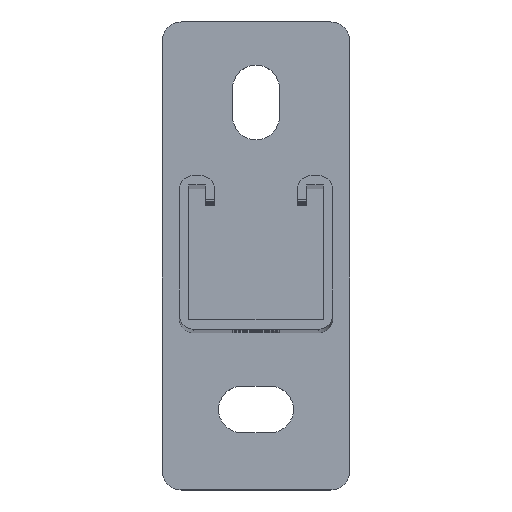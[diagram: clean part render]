
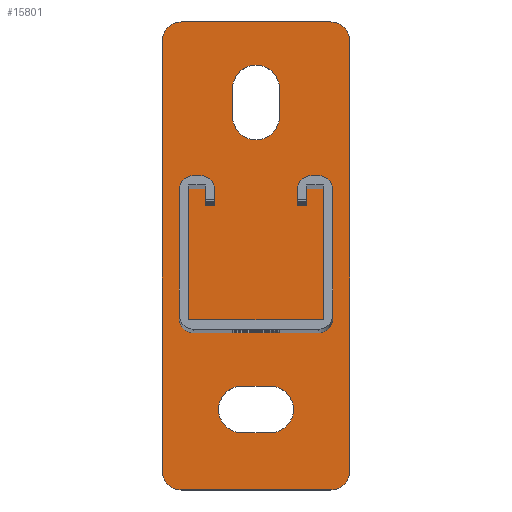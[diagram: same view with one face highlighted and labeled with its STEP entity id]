
A CAD part, top view. The second image highlights one B-rep face of the part: STEP entity #15801.
In plain terms, the highlighted planar face has unit normal (0, 0, 1).
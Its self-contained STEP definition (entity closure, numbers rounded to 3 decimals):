
#291 = VERTEX_POINT ( 'NONE', #7311 ) ;
#335 = CARTESIAN_POINT ( 'NONE',  ( 20., -62.5, 0. ) ) ;
#781 = LINE ( 'NONE', #27750, #1206 ) ;
#1086 = DIRECTION ( 'NONE',  ( 0., 0., 1. ) ) ;
#1118 = CIRCLE ( 'NONE', #32794, 6.25 ) ;
#1206 = VECTOR ( 'NONE', #21925, 1000. ) ;
#1209 = EDGE_CURVE ( 'NONE', #12726, #20356, #2821, .T. ) ;
#1768 = VECTOR ( 'NONE', #20828, 1000. ) ;
#2264 = EDGE_CURVE ( 'NONE', #6543, #34366, #29154, .T. ) ;
#2764 = DIRECTION ( 'NONE',  ( 0., -1., 0. ) ) ;
#2821 = LINE ( 'NONE', #23848, #30942 ) ;
#2885 = CARTESIAN_POINT ( 'NONE',  ( 6.25, 44.75, 0. ) ) ;
#2889 = EDGE_CURVE ( 'NONE', #21943, #15431, #32103, .T. ) ;
#2952 = CARTESIAN_POINT ( 'NONE',  ( 25., 62.5, 0. ) ) ;
#2977 = EDGE_CURVE ( 'NONE', #25497, #21943, #6521, .T. ) ;
#2987 = EDGE_CURVE ( 'NONE', #14877, #21672, #27388, .T. ) ;
#3004 = DIRECTION ( 'NONE',  ( 1., 0., 0. ) ) ;
#3038 = EDGE_CURVE ( 'NONE', #9625, #14877, #10774, .T. ) ;
#3255 = AXIS2_PLACEMENT_3D ( 'NONE', #24968, #11513, #16842 ) ;
#3665 = VERTEX_POINT ( 'NONE', #335 ) ;
#3892 = ORIENTED_EDGE ( 'NONE', *, *, #13455, .T. ) ;
#4144 = AXIS2_PLACEMENT_3D ( 'NONE', #23322, #31304, #25925 ) ;
#5582 = DIRECTION ( 'NONE',  ( -1., 0., 0. ) ) ;
#5808 = CARTESIAN_POINT ( 'NONE',  ( 0., 44.75, 0. ) ) ;
#6078 = ORIENTED_EDGE ( 'NONE', *, *, #29093, .F. ) ;
#6484 = CARTESIAN_POINT ( 'NONE',  ( 25., 57.5, 0. ) ) ;
#6521 = LINE ( 'NONE', #34993, #20565 ) ;
#6543 = VERTEX_POINT ( 'NONE', #16116 ) ;
#6851 = VERTEX_POINT ( 'NONE', #22808 ) ;
#7103 = LINE ( 'NONE', #10426, #26724 ) ;
#7311 = CARTESIAN_POINT ( 'NONE',  ( 25., -57.5, 0. ) ) ;
#7553 = CARTESIAN_POINT ( 'NONE',  ( -20., -57.5, 0. ) ) ;
#7987 = CARTESIAN_POINT ( 'NONE',  ( -25., 62.5, 0. ) ) ;
#8305 = ORIENTED_EDGE ( 'NONE', *, *, #31505, .F. ) ;
#8430 = ORIENTED_EDGE ( 'NONE', *, *, #31154, .F. ) ;
#8490 = EDGE_CURVE ( 'NONE', #6851, #31466, #28792, .T. ) ;
#8494 = FACE_BOUND ( 'NONE', #24912, .T. ) ;
#8662 = ORIENTED_EDGE ( 'NONE', *, *, #8490, .F. ) ;
#9323 = ORIENTED_EDGE ( 'NONE', *, *, #28567, .F. ) ;
#9404 = CARTESIAN_POINT ( 'NONE',  ( 3.75, -41., 0. ) ) ;
#9490 = VERTEX_POINT ( 'NONE', #19004 ) ;
#9572 = AXIS2_PLACEMENT_3D ( 'NONE', #11345, #19661, #19430 ) ;
#9625 = VERTEX_POINT ( 'NONE', #14229 ) ;
#10307 = DIRECTION ( 'NONE',  ( 1., 0., 0. ) ) ;
#10426 = CARTESIAN_POINT ( 'NONE',  ( -25., -62.5, 0. ) ) ;
#10562 = CARTESIAN_POINT ( 'NONE',  ( 3.75, -47.25, 0. ) ) ;
#10710 = LINE ( 'NONE', #12951, #1768 ) ;
#10774 = LINE ( 'NONE', #14136, #20980 ) ;
#11095 = CARTESIAN_POINT ( 'NONE',  ( 0., 37.25, 0. ) ) ;
#11345 = CARTESIAN_POINT ( 'NONE',  ( 20., -57.5, 0. ) ) ;
#11370 = VERTEX_POINT ( 'NONE', #35304 ) ;
#11513 = DIRECTION ( 'NONE',  ( 0., 0., 1. ) ) ;
#12726 = VERTEX_POINT ( 'NONE', #22293 ) ;
#12927 = ORIENTED_EDGE ( 'NONE', *, *, #2977, .T. ) ;
#12951 = CARTESIAN_POINT ( 'NONE',  ( -3.75, -34.75, 0. ) ) ;
#13324 = ORIENTED_EDGE ( 'NONE', *, *, #21071, .T. ) ;
#13404 = DIRECTION ( 'NONE',  ( 0., 0., 1. ) ) ;
#13455 = EDGE_CURVE ( 'NONE', #16293, #25497, #23574, .T. ) ;
#13814 = AXIS2_PLACEMENT_3D ( 'NONE', #5808, #16854, #32850 ) ;
#14009 = DIRECTION ( 'NONE',  ( 0., 0., 1. ) ) ;
#14136 = CARTESIAN_POINT ( 'NONE',  ( 6.25, 44.75, 0. ) ) ;
#14229 = CARTESIAN_POINT ( 'NONE',  ( 6.25, 37.25, 0. ) ) ;
#14508 = DIRECTION ( 'NONE',  ( 1., 0., 0. ) ) ;
#14877 = VERTEX_POINT ( 'NONE', #2885 ) ;
#15313 = EDGE_LOOP ( 'NONE', ( #33423, #22364, #35119, #23028, #13324, #3892, #12927, #23872 ) ) ;
#15406 = CARTESIAN_POINT ( 'NONE',  ( -20., -62.5, 0. ) ) ;
#15431 = VERTEX_POINT ( 'NONE', #22372 ) ;
#15670 = CARTESIAN_POINT ( 'NONE',  ( 3.75, -34.75, 0. ) ) ;
#15801 = ADVANCED_FACE ( 'NONE', ( #8494, #22121, #16566 ), #15887, .T. ) ;
#15887 = PLANE ( 'NONE',  #31389 ) ;
#16038 = CARTESIAN_POINT ( 'NONE',  ( -20., 57.5, 0. ) ) ;
#16116 = CARTESIAN_POINT ( 'NONE',  ( -25., -57.5, 0. ) ) ;
#16293 = VERTEX_POINT ( 'NONE', #6484 ) ;
#16503 = DIRECTION ( 'NONE',  ( 0., 1., 0. ) ) ;
#16566 = FACE_OUTER_BOUND ( 'NONE', #15313, .T. ) ;
#16611 = EDGE_CURVE ( 'NONE', #21672, #9490, #781, .T. ) ;
#16842 = DIRECTION ( 'NONE',  ( 1., 0., 0. ) ) ;
#16854 = DIRECTION ( 'NONE',  ( 0., 0., 1. ) ) ;
#18486 = ORIENTED_EDGE ( 'NONE', *, *, #3038, .F. ) ;
#19004 = CARTESIAN_POINT ( 'NONE',  ( -6.25, 37.25, 0. ) ) ;
#19430 = DIRECTION ( 'NONE',  ( 1., 0., 0. ) ) ;
#19661 = DIRECTION ( 'NONE',  ( 0., 0., 1. ) ) ;
#19713 = CARTESIAN_POINT ( 'NONE',  ( -3.75, -41., 0. ) ) ;
#20012 = AXIS2_PLACEMENT_3D ( 'NONE', #11095, #30148, #3004 ) ;
#20093 = LINE ( 'NONE', #7987, #24380 ) ;
#20356 = VERTEX_POINT ( 'NONE', #10562 ) ;
#20498 = EDGE_LOOP ( 'NONE', ( #33658, #18486, #8430, #21671 ) ) ;
#20565 = VECTOR ( 'NONE', #5582, 1000. ) ;
#20645 = AXIS2_PLACEMENT_3D ( 'NONE', #16038, #27244, #27130 ) ;
#20700 = VECTOR ( 'NONE', #21036, 1000. ) ;
#20828 = DIRECTION ( 'NONE',  ( -1., 0., 0. ) ) ;
#20980 = VECTOR ( 'NONE', #16503, 1000. ) ;
#21036 = DIRECTION ( 'NONE',  ( 0., 1., 0. ) ) ;
#21056 = EDGE_CURVE ( 'NONE', #3665, #291, #21958, .T. ) ;
#21071 = EDGE_CURVE ( 'NONE', #291, #16293, #27934, .T. ) ;
#21431 = DIRECTION ( 'NONE',  ( 1., 0., 0. ) ) ;
#21671 = ORIENTED_EDGE ( 'NONE', *, *, #16611, .F. ) ;
#21672 = VERTEX_POINT ( 'NONE', #24689 ) ;
#21925 = DIRECTION ( 'NONE',  ( 0., -1., 0. ) ) ;
#21943 = VERTEX_POINT ( 'NONE', #33946 ) ;
#21958 = CIRCLE ( 'NONE', #9572, 5. ) ;
#22121 = FACE_BOUND ( 'NONE', #20498, .T. ) ;
#22293 = CARTESIAN_POINT ( 'NONE',  ( -3.75, -47.25, 0. ) ) ;
#22364 = ORIENTED_EDGE ( 'NONE', *, *, #2264, .T. ) ;
#22372 = CARTESIAN_POINT ( 'NONE',  ( -25., 57.5, 0. ) ) ;
#22808 = CARTESIAN_POINT ( 'NONE',  ( 10., -41., 0. ) ) ;
#22873 = ORIENTED_EDGE ( 'NONE', *, *, #1209, .F. ) ;
#23028 = ORIENTED_EDGE ( 'NONE', *, *, #21056, .T. ) ;
#23322 = CARTESIAN_POINT ( 'NONE',  ( 20., 57.5, 0. ) ) ;
#23535 = CIRCLE ( 'NONE', #20012, 6.25 ) ;
#23574 = CIRCLE ( 'NONE', #4144, 5. ) ;
#23848 = CARTESIAN_POINT ( 'NONE',  ( -3.75, -47.25, 0. ) ) ;
#23872 = ORIENTED_EDGE ( 'NONE', *, *, #2889, .T. ) ;
#24380 = VECTOR ( 'NONE', #2764, 1000. ) ;
#24689 = CARTESIAN_POINT ( 'NONE',  ( -6.25, 44.75, 0. ) ) ;
#24912 = EDGE_LOOP ( 'NONE', ( #6078, #8305, #8662, #9323, #22873 ) ) ;
#24968 = CARTESIAN_POINT ( 'NONE',  ( 3.75, -41., 0. ) ) ;
#25071 = DIRECTION ( 'NONE',  ( 1., 0., 0. ) ) ;
#25497 = VERTEX_POINT ( 'NONE', #25787 ) ;
#25578 = EDGE_CURVE ( 'NONE', #34366, #3665, #7103, .T. ) ;
#25787 = CARTESIAN_POINT ( 'NONE',  ( 20., 62.5, 0. ) ) ;
#25925 = DIRECTION ( 'NONE',  ( 1., 0., 0. ) ) ;
#26612 = DIRECTION ( 'NONE',  ( 0., 0., 1. ) ) ;
#26724 = VECTOR ( 'NONE', #34597, 1000. ) ;
#27130 = DIRECTION ( 'NONE',  ( 1., 0., 0. ) ) ;
#27244 = DIRECTION ( 'NONE',  ( 0., 0., 1. ) ) ;
#27388 = CIRCLE ( 'NONE', #13814, 6.25 ) ;
#27750 = CARTESIAN_POINT ( 'NONE',  ( -6.25, 44.75, 0. ) ) ;
#27934 = LINE ( 'NONE', #2952, #20700 ) ;
#28320 = CIRCLE ( 'NONE', #29819, 6.25 ) ;
#28567 = EDGE_CURVE ( 'NONE', #20356, #6851, #1118, .T. ) ;
#28792 = CIRCLE ( 'NONE', #3255, 6.25 ) ;
#29093 = EDGE_CURVE ( 'NONE', #11370, #12726, #28320, .T. ) ;
#29154 = CIRCLE ( 'NONE', #34577, 5. ) ;
#29819 = AXIS2_PLACEMENT_3D ( 'NONE', #19713, #14009, #25071 ) ;
#30148 = DIRECTION ( 'NONE',  ( 0., 0., 1. ) ) ;
#30942 = VECTOR ( 'NONE', #21431, 1000. ) ;
#31087 = EDGE_CURVE ( 'NONE', #15431, #6543, #20093, .T. ) ;
#31154 = EDGE_CURVE ( 'NONE', #9490, #9625, #23535, .T. ) ;
#31304 = DIRECTION ( 'NONE',  ( 0., 0., 1. ) ) ;
#31389 = AXIS2_PLACEMENT_3D ( 'NONE', #35199, #13404, #34858 ) ;
#31466 = VERTEX_POINT ( 'NONE', #15670 ) ;
#31505 = EDGE_CURVE ( 'NONE', #31466, #11370, #10710, .T. ) ;
#32103 = CIRCLE ( 'NONE', #20645, 5. ) ;
#32794 = AXIS2_PLACEMENT_3D ( 'NONE', #9404, #1086, #14508 ) ;
#32850 = DIRECTION ( 'NONE',  ( 1., 0., 0. ) ) ;
#33423 = ORIENTED_EDGE ( 'NONE', *, *, #31087, .T. ) ;
#33658 = ORIENTED_EDGE ( 'NONE', *, *, #2987, .F. ) ;
#33946 = CARTESIAN_POINT ( 'NONE',  ( -20., 62.5, 0. ) ) ;
#34366 = VERTEX_POINT ( 'NONE', #15406 ) ;
#34577 = AXIS2_PLACEMENT_3D ( 'NONE', #7553, #26612, #10307 ) ;
#34597 = DIRECTION ( 'NONE',  ( 1., 0., 0. ) ) ;
#34858 = DIRECTION ( 'NONE',  ( 1., 0., 0. ) ) ;
#34993 = CARTESIAN_POINT ( 'NONE',  ( -25., 62.5, 0. ) ) ;
#35119 = ORIENTED_EDGE ( 'NONE', *, *, #25578, .T. ) ;
#35199 = CARTESIAN_POINT ( 'NONE',  ( 0., 0., 0. ) ) ;
#35304 = CARTESIAN_POINT ( 'NONE',  ( -3.75, -34.75, 0. ) ) ;
